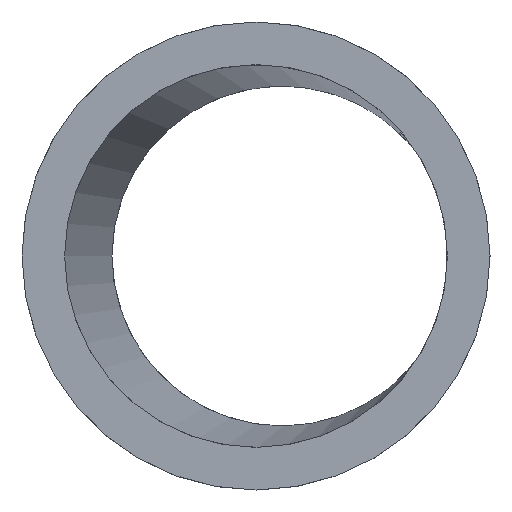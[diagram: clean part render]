
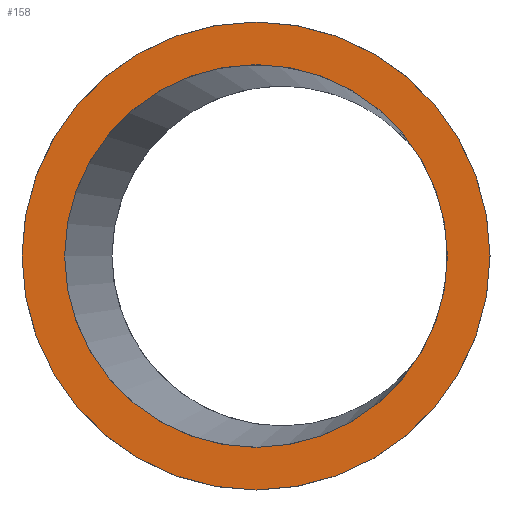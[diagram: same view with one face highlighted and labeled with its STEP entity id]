
A CAD part, left-side view. The second image highlights one B-rep face of the part: STEP entity #158.
In plain terms, the highlighted planar face has unit normal (-1, 0, 0).
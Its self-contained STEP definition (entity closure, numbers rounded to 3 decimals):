
#16=FACE_BOUND('',#48,.T.);
#18=PLANE('',#200);
#38=FACE_OUTER_BOUND('',#47,.T.);
#47=EDGE_LOOP('',(#147));
#48=EDGE_LOOP('',(#148));
#65=CIRCLE('',#197,73.6);
#66=CIRCLE('',#199,90.);
#81=VERTEX_POINT('',#326);
#82=VERTEX_POINT('',#330);
#102=EDGE_CURVE('',#81,#81,#65,.T.);
#104=EDGE_CURVE('',#82,#82,#66,.T.);
#147=ORIENTED_EDGE('',*,*,#104,.F.);
#148=ORIENTED_EDGE('',*,*,#102,.F.);
#158=ADVANCED_FACE('',(#38,#16),#18,.F.);
#197=AXIS2_PLACEMENT_3D('',#328,#242,#243);
#199=AXIS2_PLACEMENT_3D('',#332,#247,#248);
#200=AXIS2_PLACEMENT_3D('',#333,#249,#250);
#242=DIRECTION('center_axis',(-1.,0.,0.));
#243=DIRECTION('ref_axis',(0.,-1.,0.));
#247=DIRECTION('center_axis',(1.,0.,0.));
#248=DIRECTION('ref_axis',(0.,1.,0.));
#249=DIRECTION('center_axis',(1.,0.,0.));
#250=DIRECTION('ref_axis',(0.,0.,-1.));
#326=CARTESIAN_POINT('',(0.,83.6,0.));
#328=CARTESIAN_POINT('Origin',(0.,10.,0.));
#330=CARTESIAN_POINT('',(0.,-80.,0.));
#332=CARTESIAN_POINT('Origin',(0.,10.,0.));
#333=CARTESIAN_POINT('Origin',(0.,10.,0.));
